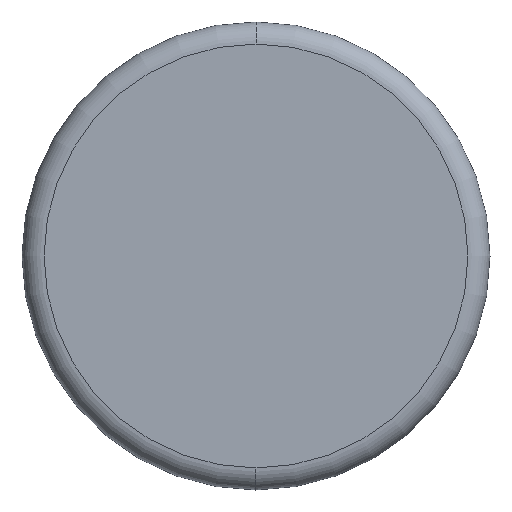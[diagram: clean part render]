
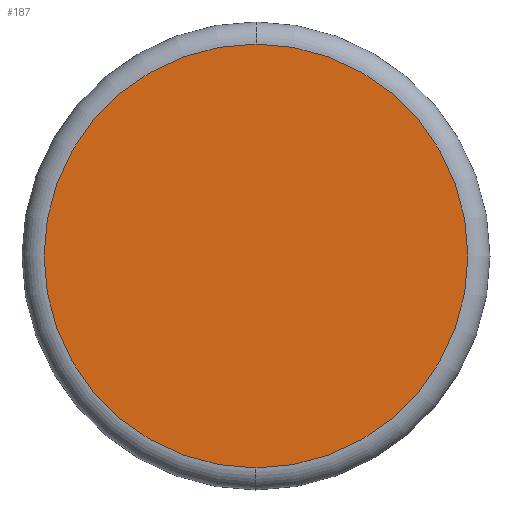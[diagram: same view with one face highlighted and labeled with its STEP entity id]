
A CAD part, left-side view. The second image highlights one B-rep face of the part: STEP entity #187.
In plain terms, the highlighted planar face has unit normal (-1, 0, 0).
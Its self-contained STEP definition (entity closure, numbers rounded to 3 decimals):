
#24 = CARTESIAN_POINT ( 'NONE',  ( -3., 0., 0. ) ) ;
#25 = AXIS2_PLACEMENT_3D ( 'NONE', #24, #183, #238 ) ;
#41 = EDGE_CURVE ( 'NONE', #196, #61, #257, .T. ) ;
#45 = DIRECTION ( 'NONE',  ( 1., 0., 0. ) ) ;
#46 = CARTESIAN_POINT ( 'NONE',  ( -3., 19.2, 0. ) ) ;
#61 = VERTEX_POINT ( 'NONE', #297 ) ;
#72 = CARTESIAN_POINT ( 'NONE',  ( -3., 0., 0. ) ) ;
#75 = EDGE_CURVE ( 'NONE', #61, #196, #334, .T. ) ;
#94 = AXIS2_PLACEMENT_3D ( 'NONE', #46, #45, #153 ) ;
#113 = CARTESIAN_POINT ( 'NONE',  ( -3., 0., 19.2 ) ) ;
#119 = ORIENTED_EDGE ( 'NONE', *, *, #41, .T. ) ;
#153 = DIRECTION ( 'NONE',  ( 0., 0., -1. ) ) ;
#163 = AXIS2_PLACEMENT_3D ( 'NONE', #72, #348, #319 ) ;
#182 = FACE_OUTER_BOUND ( 'NONE', #229, .T. ) ;
#183 = DIRECTION ( 'NONE',  ( -1., 0., 0. ) ) ;
#187 = ADVANCED_FACE ( 'NONE', ( #182 ), #291, .F. ) ;
#196 = VERTEX_POINT ( 'NONE', #113 ) ;
#229 = EDGE_LOOP ( 'NONE', ( #119, #289 ) ) ;
#238 = DIRECTION ( 'NONE',  ( 0., 0., 1. ) ) ;
#257 = CIRCLE ( 'NONE', #163, 19.2 ) ;
#289 = ORIENTED_EDGE ( 'NONE', *, *, #75, .T. ) ;
#291 = PLANE ( 'NONE',  #94 ) ;
#297 = CARTESIAN_POINT ( 'NONE',  ( -3., 0., -19.2 ) ) ;
#319 = DIRECTION ( 'NONE',  ( 0., 0., 1. ) ) ;
#334 = CIRCLE ( 'NONE', #25, 19.2 ) ;
#348 = DIRECTION ( 'NONE',  ( -1., 0., 0. ) ) ;
